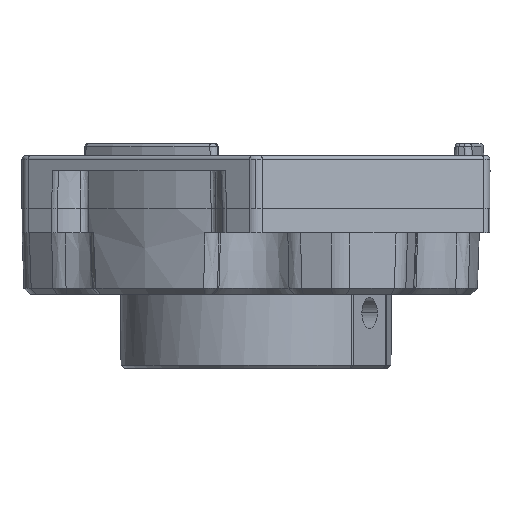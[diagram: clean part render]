
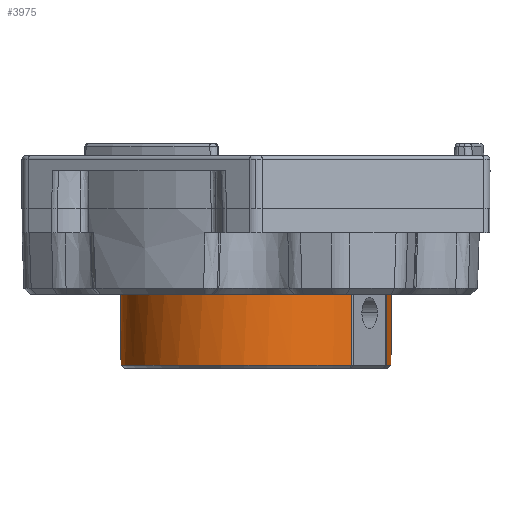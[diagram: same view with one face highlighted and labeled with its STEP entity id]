
A CAD part, left-side view. The second image highlights one B-rep face of the part: STEP entity #3975.
In plain terms, the highlighted cylindrical face has radius 11 mm (diameter 22 mm), a partial arc.
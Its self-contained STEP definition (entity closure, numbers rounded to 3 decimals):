
#2168 = EDGE_LOOP ( 'NONE', ( #33752, #16167, #13796, #18597, #10338 ) ) ;
#2484 = DIRECTION ( 'NONE',  ( 0., -1., 0. ) ) ;
#3086 = CARTESIAN_POINT ( 'NONE',  ( -2.882, 13., -10.616 ) ) ;
#3975 = ADVANCED_FACE ( 'NONE', ( #17267 ), #7105, .T. ) ;
#4893 = CARTESIAN_POINT ( 'NONE',  ( 2.882, 13., -10.616 ) ) ;
#6337 = VECTOR ( 'NONE', #31372, 1000. ) ;
#7105 = CYLINDRICAL_SURFACE ( 'NONE', #30997, 11. ) ;
#7185 = CARTESIAN_POINT ( 'NONE',  ( -2.882, 6.5, -10.616 ) ) ;
#7440 = DIRECTION ( 'NONE',  ( 0., -1., 0. ) ) ;
#9001 = DIRECTION ( 'NONE',  ( 0., 1., 0. ) ) ;
#10297 = CIRCLE ( 'NONE', #35556, 11. ) ;
#10338 = ORIENTED_EDGE ( 'NONE', *, *, #27490, .T. ) ;
#10466 = AXIS2_PLACEMENT_3D ( 'NONE', #12309, #9001, #27742 ) ;
#11415 = DIRECTION ( 'NONE',  ( 0., 0., 1. ) ) ;
#11803 = DIRECTION ( 'NONE',  ( 0., 1., 0. ) ) ;
#12309 = CARTESIAN_POINT ( 'NONE',  ( 0., 6.5, 0. ) ) ;
#13796 = ORIENTED_EDGE ( 'NONE', *, *, #36688, .T. ) ;
#16167 = ORIENTED_EDGE ( 'NONE', *, *, #34794, .T. ) ;
#16515 = VERTEX_POINT ( 'NONE', #4893 ) ;
#17239 = AXIS2_PLACEMENT_3D ( 'NONE', #31002, #2484, #24563 ) ;
#17267 = FACE_OUTER_BOUND ( 'NONE', #2168, .T. ) ;
#18597 = ORIENTED_EDGE ( 'NONE', *, *, #30854, .T. ) ;
#19937 = EDGE_CURVE ( 'NONE', #33344, #16515, #30952, .T. ) ;
#20186 = CARTESIAN_POINT ( 'NONE',  ( 0., 13.25, 0. ) ) ;
#20272 = VERTEX_POINT ( 'NONE', #39652 ) ;
#20375 = DIRECTION ( 'NONE',  ( 0., -1., 0. ) ) ;
#20517 = CARTESIAN_POINT ( 'NONE',  ( 2.882, 6.5, -10.616 ) ) ;
#24563 = DIRECTION ( 'NONE',  ( 0., 0., 1. ) ) ;
#24666 = VECTOR ( 'NONE', #7440, 1000. ) ;
#27490 = EDGE_CURVE ( 'NONE', #20272, #33344, #10297, .T. ) ;
#27742 = DIRECTION ( 'NONE',  ( 0., 0., 1. ) ) ;
#30854 = EDGE_CURVE ( 'NONE', #32351, #20272, #40369, .T. ) ;
#30952 = LINE ( 'NONE', #36988, #6337 ) ;
#30997 = AXIS2_PLACEMENT_3D ( 'NONE', #20186, #20375, #33102 ) ;
#31002 = CARTESIAN_POINT ( 'NONE',  ( 0., 13., 0. ) ) ;
#31372 = DIRECTION ( 'NONE',  ( 0., 1., 0. ) ) ;
#32351 = VERTEX_POINT ( 'NONE', #7185 ) ;
#33102 = DIRECTION ( 'NONE',  ( 0., 0., -1. ) ) ;
#33344 = VERTEX_POINT ( 'NONE', #20517 ) ;
#33752 = ORIENTED_EDGE ( 'NONE', *, *, #19937, .T. ) ;
#34794 = EDGE_CURVE ( 'NONE', #16515, #40513, #35215, .T. ) ;
#35215 = CIRCLE ( 'NONE', #17239, 11. ) ;
#35524 = CARTESIAN_POINT ( 'NONE',  ( -2.882, 13.25, -10.616 ) ) ;
#35556 = AXIS2_PLACEMENT_3D ( 'NONE', #37214, #11803, #11415 ) ;
#35942 = LINE ( 'NONE', #35524, #24666 ) ;
#36688 = EDGE_CURVE ( 'NONE', #40513, #32351, #35942, .T. ) ;
#36988 = CARTESIAN_POINT ( 'NONE',  ( 2.882, 13.25, -10.616 ) ) ;
#37214 = CARTESIAN_POINT ( 'NONE',  ( 0., 6.5, 0. ) ) ;
#39652 = CARTESIAN_POINT ( 'NONE',  ( 0., 6.5, 11. ) ) ;
#40369 = CIRCLE ( 'NONE', #10466, 11. ) ;
#40513 = VERTEX_POINT ( 'NONE', #3086 ) ;
